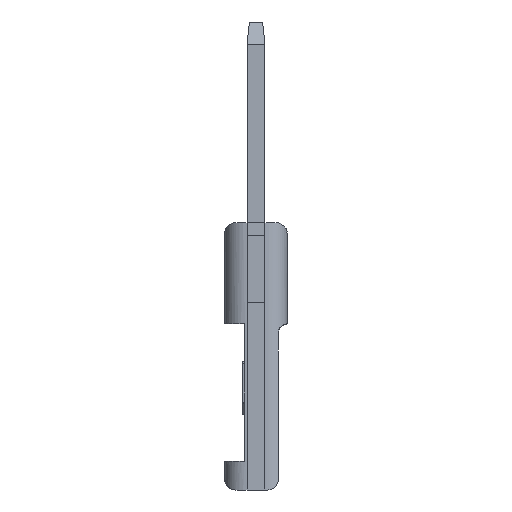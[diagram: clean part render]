
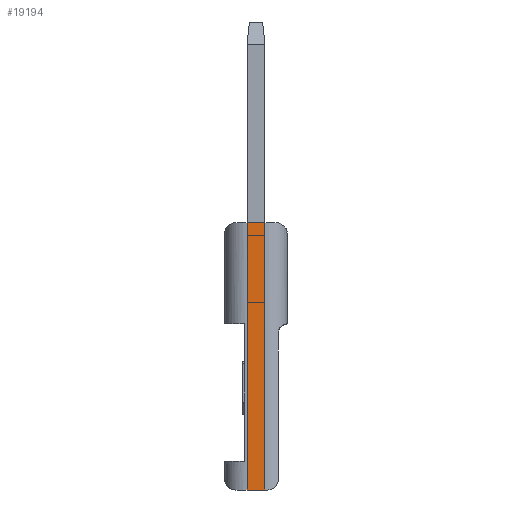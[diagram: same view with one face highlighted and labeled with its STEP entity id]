
A CAD part, left-side view. The second image highlights one B-rep face of the part: STEP entity #19194.
In plain terms, the highlighted planar face has unit normal (-1, 0, 0).
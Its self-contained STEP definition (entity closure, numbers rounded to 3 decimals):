
#2497=DIRECTION('',(0.,0.,1.));
#2498=VECTOR('',#2497,12.);
#2499=CARTESIAN_POINT('',(0.,0.4,0.));
#2500=LINE('',#2499,#2498);
#3116=DIRECTION('',(0.,-1.,0.));
#3117=VECTOR('',#3116,0.8);
#3118=CARTESIAN_POINT('',(0.,0.4,0.));
#3119=LINE('',#3118,#3117);
#3123=DIRECTION('',(0.,1.,0.));
#3124=VECTOR('',#3123,0.8);
#3125=CARTESIAN_POINT('',(0.,-0.4,12.));
#3126=LINE('',#3125,#3124);
#3161=DIRECTION('',(0.,0.,-1.));
#3162=VECTOR('',#3161,12.);
#3163=CARTESIAN_POINT('',(0.,-0.4,12.));
#3164=LINE('',#3163,#3162);
#15228=CARTESIAN_POINT('',(0.,0.4,12.));
#15229=VERTEX_POINT('',#15228);
#15268=CARTESIAN_POINT('',(0.,-0.4,12.));
#15269=VERTEX_POINT('',#15268);
#15326=CARTESIAN_POINT('',(0.,0.4,0.));
#15327=VERTEX_POINT('',#15326);
#15378=CARTESIAN_POINT('',(0.,-0.4,0.));
#15379=VERTEX_POINT('',#15378);
#19182=CARTESIAN_POINT('',(0.,-0.4,12.));
#19183=DIRECTION('',(1.,0.,0.));
#19184=DIRECTION('',(0.,0.,-1.));
#19185=AXIS2_PLACEMENT_3D('',#19182,#19183,#19184);
#19186=PLANE('',#19185);
#19187=ORIENTED_EDGE('',*,*,#18855,.F.);
#19188=ORIENTED_EDGE('',*,*,#18790,.T.);
#19189=ORIENTED_EDGE('',*,*,#18559,.F.);
#19191=ORIENTED_EDGE('',*,*,#19190,.T.);
#19192=EDGE_LOOP('',(#19187,#19188,#19189,#19191));
#19193=FACE_OUTER_BOUND('',#19192,.F.);
#18559=EDGE_CURVE('',#15269,#15229,#3126,.T.);
#18790=EDGE_CURVE('',#15327,#15229,#2500,.T.);
#18855=EDGE_CURVE('',#15327,#15379,#3119,.T.);
#19190=EDGE_CURVE('',#15269,#15379,#3164,.T.);
#19194=ADVANCED_FACE('',(#19193),#19186,.F.);
